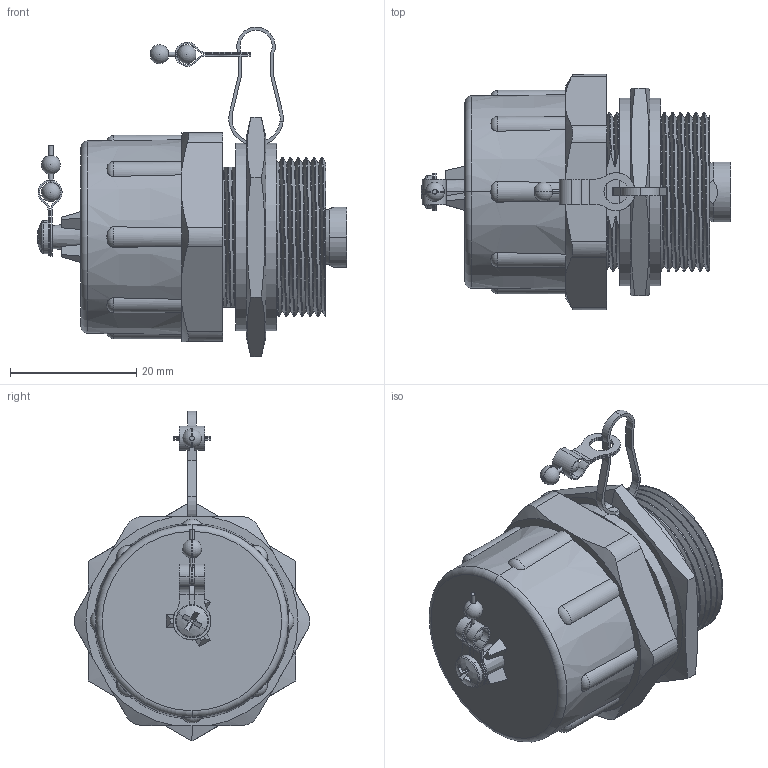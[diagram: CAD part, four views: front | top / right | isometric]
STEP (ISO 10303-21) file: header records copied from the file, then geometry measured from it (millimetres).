
FILE_DESCRIPTION (( 'STEP AP214' ), '1' );
FILE_NAME ('PEAD1266_3D.STEP', '2021-05-04T16:47:21', ( '' ), ( '' ), 'SwSTEP 2.0', 'SolidWorks 2020', '' );
FILE_SCHEMA (( 'AUTOMOTIVE_DESIGN' ));
Length unit declared in the file: inch
Products named in the file (10): WPUSB-CVR-MA2_Closed; V7C00022-MA7; V7C00022-MA8; WPUSB-CVR-MA4; V7C00022-MA2; V7C00022-MA4; SP9392-MA3; PEAD1266_3D; V7C00022-MA1; V7C00022-MA6
Assembly tree (15 placements, depth 2):
  PEAD1266_3D
    V7C00022-MA1
    V7C00022-MA4  x2
    V7C00022-MA2
    V7C00022-MA6
    WPUSB-CVR-MA2_Closed  x2
    WPUSB-CVR-MA4
    V7C00022-MA7
    SP9392-MA3  x4
    V7C00022-MA8  x2
Bounding box: 49 x 37.27 x 52.26 mm (x, y, z)
Volume: 17097.4 mm3; surface area: 17580.1 mm2
Topology: 15 solids, 15 shells, 500 faces, 1355 edges, 890 vertices
Faces by surface type: cylinder 227, plane 128, bspline 60, cone 51, torus 24, sphere 10
Entity records: 63647 total; most frequent: CARTESIAN_POINT 53667, ORIENTED_EDGE 2050, DIRECTION 1683, EDGE_CURVE 1025, AXIS2_PLACEMENT_3D 679, VERTEX_POINT 671, EDGE_LOOP 404, ADVANCED_FACE 381
